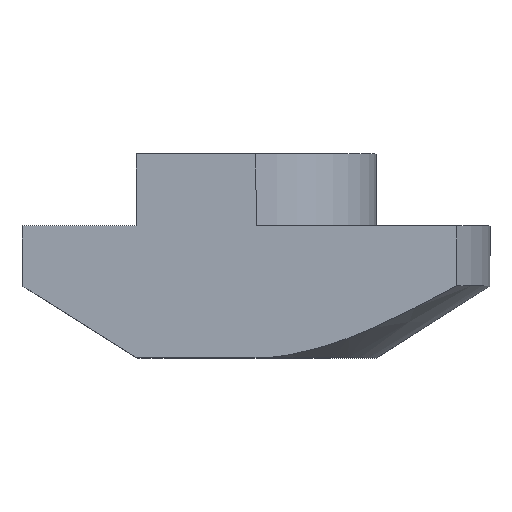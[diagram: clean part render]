
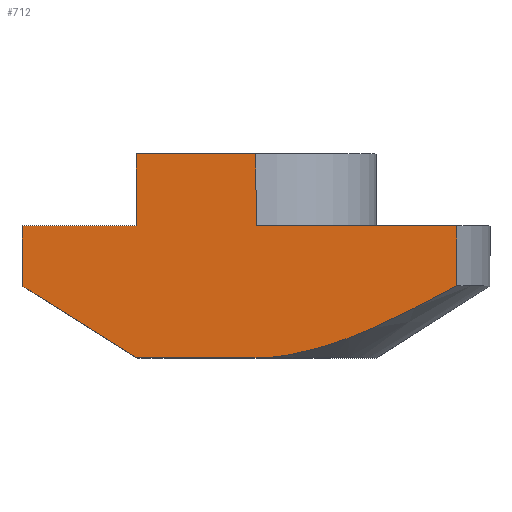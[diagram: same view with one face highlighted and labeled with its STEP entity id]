
A CAD part, top view. The second image highlights one B-rep face of the part: STEP entity #712.
In plain terms, the highlighted planar face has unit normal (0, 0, 1).
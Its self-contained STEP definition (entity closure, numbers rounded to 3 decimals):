
#10 = EDGE_CURVE ( 'NONE', #96, #140, #34, .T. ) ;
#34 = LINE ( 'NONE', #350, #391 ) ;
#53 = CARTESIAN_POINT ( 'NONE',  ( 0., 0., 5. ) ) ;
#63 = DIRECTION ( 'NONE',  ( -1., 0., 0. ) ) ;
#68 = EDGE_LOOP ( 'NONE', ( #152, #741, #522, #102, #776, #437, #174, #230, #407, #319 ) ) ;
#73 = LINE ( 'NONE', #213, #279 ) ;
#92 = CARTESIAN_POINT ( 'NONE',  ( 0., -8.5, 5. ) ) ;
#96 = VERTEX_POINT ( 'NONE', #155 ) ;
#98 = DIRECTION ( 'NONE',  ( 0., 0., -1. ) ) ;
#102 = ORIENTED_EDGE ( 'NONE', *, *, #10, .T. ) ;
#114 = EDGE_CURVE ( 'NONE', #642, #653, #73, .T. ) ;
#119 = CARTESIAN_POINT ( 'NONE',  ( -9.75, -8.5, 5. ) ) ;
#123 = CARTESIAN_POINT ( 'NONE',  ( 5.71, -6.871, 5. ) ) ;
#136 = LINE ( 'NONE', #755, #322 ) ;
#140 = VERTEX_POINT ( 'NONE', #210 ) ;
#149 = CARTESIAN_POINT ( 'NONE',  ( 0., -8.5, 5. ) ) ;
#152 = ORIENTED_EDGE ( 'NONE', *, *, #734, .F. ) ;
#155 = CARTESIAN_POINT ( 'NONE',  ( 8.37, -5.5, 5. ) ) ;
#172 = LINE ( 'NONE', #802, #607 ) ;
#174 = ORIENTED_EDGE ( 'NONE', *, *, #462, .T. ) ;
#182 = CARTESIAN_POINT ( 'NONE',  ( -5., -3., 5. ) ) ;
#186 = DIRECTION ( 'NONE',  ( 0., -1., 0. ) ) ;
#188 = CARTESIAN_POINT ( 'NONE',  ( 8.37, -5.5, 5. ) ) ;
#206 = VECTOR ( 'NONE', #63, 1000. ) ;
#210 = CARTESIAN_POINT ( 'NONE',  ( 8.37, -3., 5. ) ) ;
#213 = CARTESIAN_POINT ( 'NONE',  ( -9.75, -3., 5. ) ) ;
#217 = DIRECTION ( 'NONE',  ( 0., 1., 0. ) ) ;
#230 = ORIENTED_EDGE ( 'NONE', *, *, #538, .T. ) ;
#233 = EDGE_CURVE ( 'NONE', #779, #267, #335, .T. ) ;
#236 = LINE ( 'NONE', #241, #347 ) ;
#241 = CARTESIAN_POINT ( 'NONE',  ( -5., -3., 5. ) ) ;
#243 = VERTEX_POINT ( 'NONE', #92 ) ;
#245 = CARTESIAN_POINT ( 'NONE',  ( -5., -8.5, 5. ) ) ;
#267 = VERTEX_POINT ( 'NONE', #300 ) ;
#275 = CARTESIAN_POINT ( 'NONE',  ( 0., -10.071, 5. ) ) ;
#279 = VECTOR ( 'NONE', #400, 1000. ) ;
#300 = CARTESIAN_POINT ( 'NONE',  ( 0., 0., 5. ) ) ;
#309 = AXIS2_PLACEMENT_3D ( 'NONE', #53, #98, #742 ) ;
#319 = ORIENTED_EDGE ( 'NONE', *, *, #114, .T. ) ;
#322 = VECTOR ( 'NONE', #186, 1000. ) ;
#326 = CARTESIAN_POINT ( 'NONE',  ( 2.939, -8.019, 5. ) ) ;
#335 = LINE ( 'NONE', #275, #471 ) ;
#347 = VECTOR ( 'NONE', #752, 1000. ) ;
#350 = CARTESIAN_POINT ( 'NONE',  ( 8.37, -8.5, 5. ) ) ;
#391 = VECTOR ( 'NONE', #612, 1000. ) ;
#400 = DIRECTION ( 'NONE',  ( 0., -1., 0. ) ) ;
#407 = ORIENTED_EDGE ( 'NONE', *, *, #766, .T. ) ;
#433 = CARTESIAN_POINT ( 'NONE',  ( 5., -3., 5. ) ) ;
#437 = ORIENTED_EDGE ( 'NONE', *, *, #233, .T. ) ;
#442 = EDGE_CURVE ( 'NONE', #721, #243, #760, .T. ) ;
#444 = CARTESIAN_POINT ( 'NONE',  ( 7.712, -5.857, 5. ) ) ;
#458 = VECTOR ( 'NONE', #681, 1000. ) ;
#462 = EDGE_CURVE ( 'NONE', #267, #787, #578, .T. ) ;
#471 = VECTOR ( 'NONE', #217, 1000. ) ;
#483 = PLANE ( 'NONE',  #309 ) ;
#497 = DIRECTION ( 'NONE',  ( -0.845, 0.534, 0. ) ) ;
#522 = ORIENTED_EDGE ( 'NONE', *, *, #559, .F. ) ;
#534 = CARTESIAN_POINT ( 'NONE',  ( 1.494, -8.388, 5. ) ) ;
#538 = EDGE_CURVE ( 'NONE', #787, #717, #136, .T. ) ;
#559 = EDGE_CURVE ( 'NONE', #96, #243, #713, .T. ) ;
#578 = LINE ( 'NONE', #634, #206 ) ;
#582 = CARTESIAN_POINT ( 'NONE',  ( -9.75, -5.5, 5. ) ) ;
#607 = VECTOR ( 'NONE', #497, 1000. ) ;
#612 = DIRECTION ( 'NONE',  ( 0., 1., 0. ) ) ;
#620 = FACE_OUTER_BOUND ( 'NONE', #68, .T. ) ;
#634 = CARTESIAN_POINT ( 'NONE',  ( 5., 0., 5. ) ) ;
#642 = VERTEX_POINT ( 'NONE', #718 ) ;
#650 = DIRECTION ( 'NONE',  ( 1., 0., 0. ) ) ;
#653 = VERTEX_POINT ( 'NONE', #582 ) ;
#656 = CARTESIAN_POINT ( 'NONE',  ( 0.756, -8.5, 5. ) ) ;
#681 = DIRECTION ( 'NONE',  ( -1., 0., 0. ) ) ;
#699 = CARTESIAN_POINT ( 'NONE',  ( 7.05, -6.205, 5. ) ) ;
#712 = ADVANCED_FACE ( 'NONE', ( #620 ), #483, .F. ) ;
#713 = B_SPLINE_CURVE_WITH_KNOTS ( 'NONE', 3,
 ( #188, #444, #699, #123, #788, #714, #326, #534, #656, #149 ),
 .UNSPECIFIED., .F., .F.,
 ( 4, 2, 2, 2, 4 ),
 ( 0.01, 0.013, 0.015, 0.017, 0.019 ),
 .UNSPECIFIED. ) ;
#714 = CARTESIAN_POINT ( 'NONE',  ( 3.65, -7.762, 5. ) ) ;
#717 = VERTEX_POINT ( 'NONE', #182 ) ;
#718 = CARTESIAN_POINT ( 'NONE',  ( -9.75, -3., 5. ) ) ;
#721 = VERTEX_POINT ( 'NONE', #245 ) ;
#724 = VECTOR ( 'NONE', #650, 1000. ) ;
#734 = EDGE_CURVE ( 'NONE', #721, #653, #172, .T. ) ;
#739 = LINE ( 'NONE', #433, #458 ) ;
#741 = ORIENTED_EDGE ( 'NONE', *, *, #442, .T. ) ;
#742 = DIRECTION ( 'NONE',  ( -1., 0., 0. ) ) ;
#745 = CARTESIAN_POINT ( 'NONE',  ( -5., 0., 5. ) ) ;
#752 = DIRECTION ( 'NONE',  ( -1., 0., 0. ) ) ;
#755 = CARTESIAN_POINT ( 'NONE',  ( -5., 0., 5. ) ) ;
#760 = LINE ( 'NONE', #119, #724 ) ;
#766 = EDGE_CURVE ( 'NONE', #717, #642, #236, .T. ) ;
#776 = ORIENTED_EDGE ( 'NONE', *, *, #792, .T. ) ;
#779 = VERTEX_POINT ( 'NONE', #799 ) ;
#787 = VERTEX_POINT ( 'NONE', #745 ) ;
#788 = CARTESIAN_POINT ( 'NONE',  ( 5.033, -7.189, 5. ) ) ;
#792 = EDGE_CURVE ( 'NONE', #140, #779, #739, .T. ) ;
#799 = CARTESIAN_POINT ( 'NONE',  ( 0., -3., 5. ) ) ;
#802 = CARTESIAN_POINT ( 'NONE',  ( -5., -8.5, 5. ) ) ;
